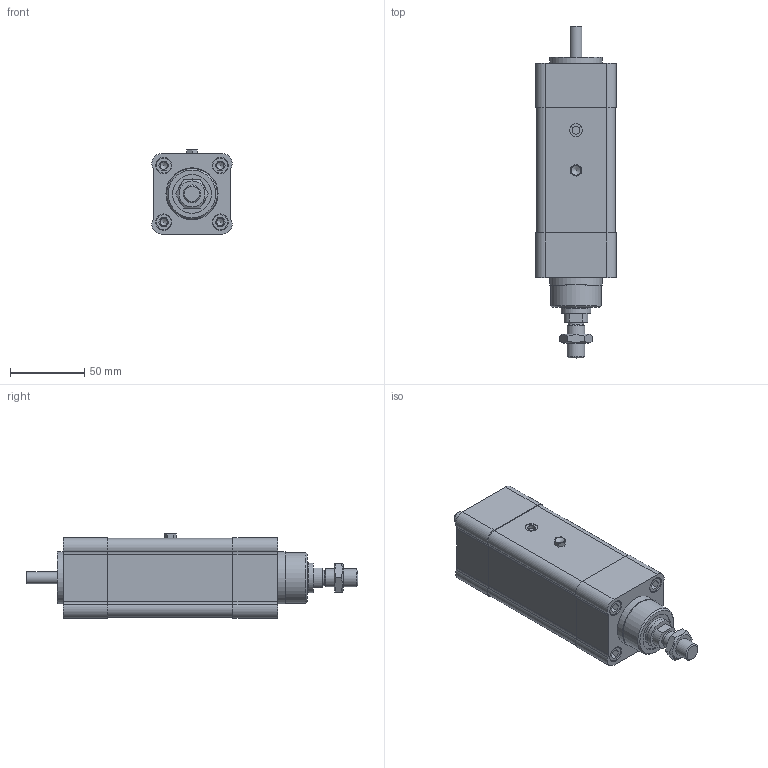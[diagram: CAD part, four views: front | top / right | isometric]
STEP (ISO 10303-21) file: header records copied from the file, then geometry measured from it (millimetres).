
FILE_DESCRIPTION(/* description */ (''),/* implementation_level */ '2;1');
FILE_NAME(/* name */ 'PNCE 40 _ _ _ _ 0 S.stp',/* time_stamp */ '2016-11-22T09:12:13+01:00',/* author */ ('PVeber'),/* organization */ (''),/* preprocessor_version */ 'ST-DEVELOPER v16.1',/* originating_system */ 'Autodesk Inventor 2016',/* authorisation */ '');
FILE_SCHEMA (('AUTOMOTIVE_DESIGN { 1 0 10303 214 3 1 1 }'));
Length unit declared in the file: millimetre
Products named in the file (6): PISTON ROD PNCE 40 0; FRONT CAP PNCE 40; DRIVE CAP PNCE 40; CYLINDER PROFILE PNCE 40 0; DIN 439 - M12 x 1,25; PNCE 40 _ _ _ _ 0 S
Assembly tree (5 placements, depth 2):
  PNCE 40 _ _ _ _ 0 S
    PISTON ROD PNCE 40 0
    FRONT CAP PNCE 40
    DRIVE CAP PNCE 40
    CYLINDER PROFILE PNCE 40 0
    DIN 439 - M12 x 1,25
Bounding box: 53.97 x 223 x 56.5 mm (x, y, z)
Volume: 405090.7 mm3; surface area: 99533 mm2
Topology: 5 solids, 5 shells, 222 faces, 503 edges, 334 vertices
Faces by surface type: plane 127, cylinder 77, cone 18
Full cylindrical faces by diameter (mm): 4.917 x8, 5 x4, 5.3 x1, 6.5 x5, 8 x1, 8.5 x1, 10 x8, 10.4 x1, 10.647 x1, 11 x8, 12 x1, 19.9 x1, 20 x2, 22 x1, 26 x1, 34 x1, 35 x2, 39 x1, 40 x3
Entity records: 5834 total; most frequent: DIRECTION 1026, CARTESIAN_POINT 977, ORIENTED_EDGE 820, EDGE_CURVE 410, AXIS2_PLACEMENT_3D 395, EDGE_LOOP 348, VERTEX_POINT 310, LINE 236
